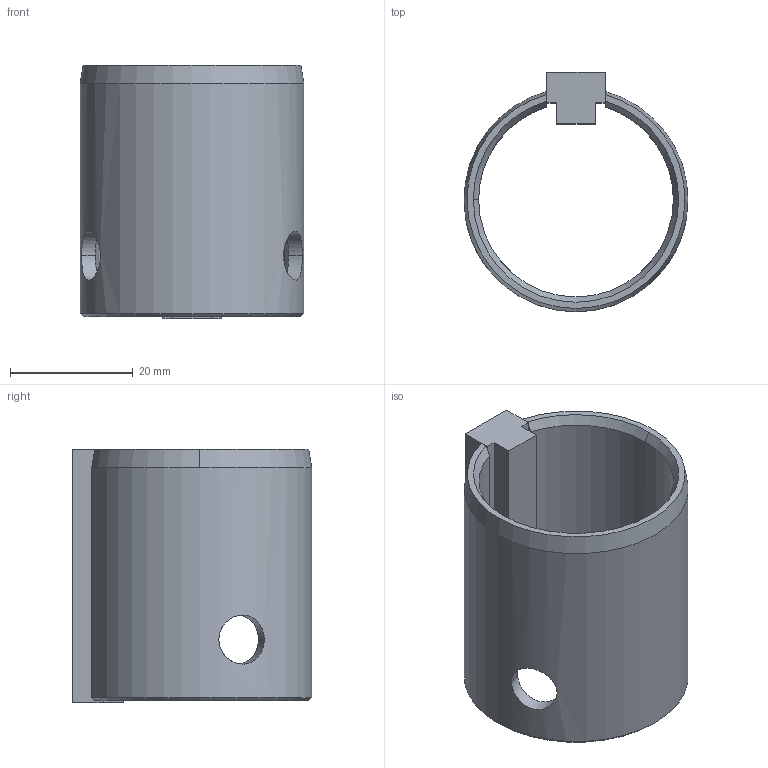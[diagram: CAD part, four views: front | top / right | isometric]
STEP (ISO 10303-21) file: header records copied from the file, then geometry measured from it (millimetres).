
FILE_DESCRIPTION (( 'STEP AP203' ), '1' );
FILE_NAME ('WGSS-206-237-114-OB.step', '2022-12-08T19:55:30', ( '' ), ( '' ), 'SwSTEP 2.0', 'SolidWorks 2021', '' );
FILE_SCHEMA (( 'CONFIG_CONTROL_DESIGN' ));
Length unit declared in the file: millimetre
Products named in the file (1): WGSS-206-237-114-OB
Bounding box: 36.51 x 39.04 x 41.28 mm (x, y, z)
Volume: 11943 mm3; surface area: 10011.4 mm2
Topology: 2 solids, 2 shells, 34 faces, 90 edges, 60 vertices
Faces by surface type: plane 16, cone 12, cylinder 6
Entity records: 1401 total; most frequent: CARTESIAN_POINT 485, ORIENTED_EDGE 180, DIRECTION 164, EDGE_CURVE 90, VERTEX_POINT 60, AXIS2_PLACEMENT_3D 59, LINE 46, VECTOR 46
